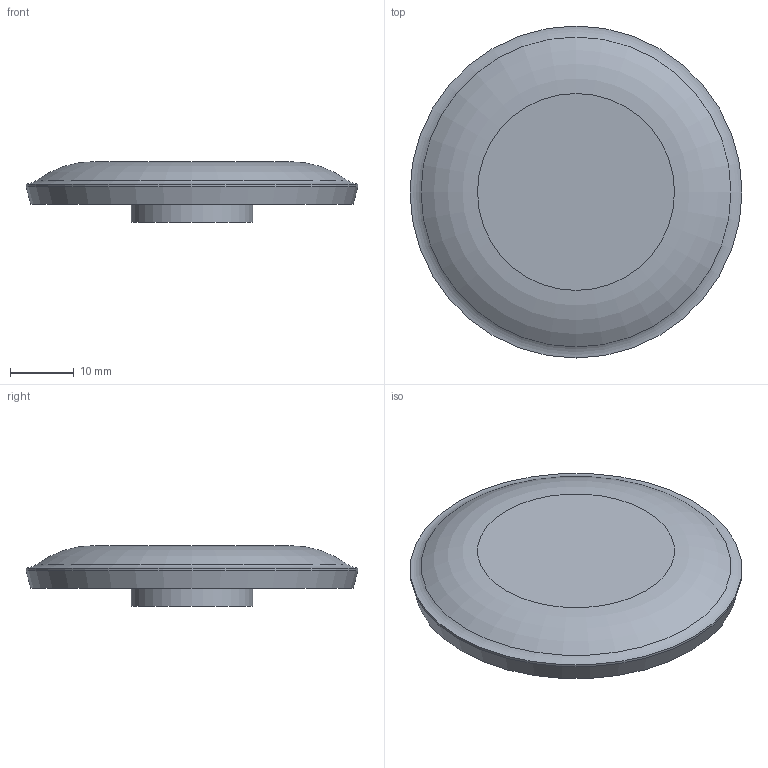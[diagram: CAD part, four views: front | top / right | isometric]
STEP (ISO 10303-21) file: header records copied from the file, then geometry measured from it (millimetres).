
FILE_DESCRIPTION(/* description */ ('J010501'),/* implementation_level */ '2;1');
FILE_NAME(/* name */ 'THERMOFORM BUCK - BUBBLE.stp',/* time_stamp */ '2023-05-23T14:47:37-04:00',/* author */ ('talbotj'),/* organization */ (''),/* preprocessor_version */ 'ST-DEVELOPER v18.1',/* originating_system */ 'Autodesk Inventor 2020',/* authorisation */ '');
FILE_SCHEMA (('AUTOMOTIVE_DESIGN { 1 0 10303 214 3 1 1 }'));
Length unit declared in the file: inch
Products named in the file (1): J010501
Bounding box: 51.88 x 51.88 x 9.47 mm (x, y, z)
Volume: 12696.4 mm3; surface area: 4945.6 mm2
Topology: 1 solids, 1 shells, 14 faces, 33 edges, 22 vertices
Faces by surface type: cone 5, cylinder 4, plane 3, torus 2
Full cylindrical faces by diameter (mm): 1.694 x2, 19.05 x1, 51.882 x1
Entity records: 475 total; most frequent: DIRECTION 83, CARTESIAN_POINT 68, ORIENTED_EDGE 62, AXIS2_PLACEMENT_3D 37, EDGE_CURVE 31, CIRCLE 22, VERTEX_POINT 22, EDGE_LOOP 17
